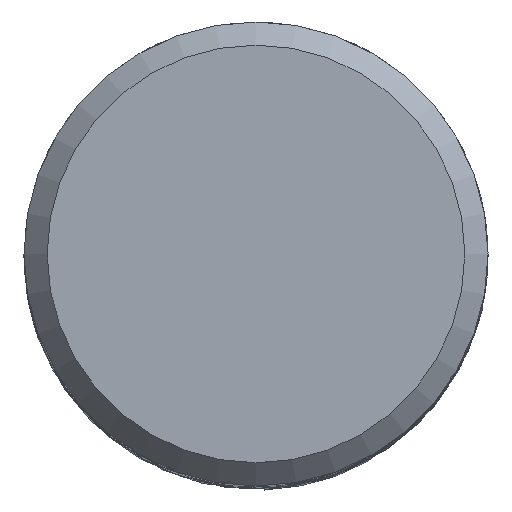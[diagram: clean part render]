
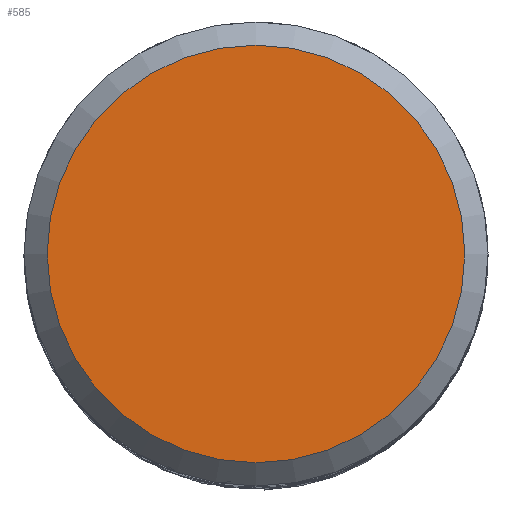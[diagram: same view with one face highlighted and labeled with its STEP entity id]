
A CAD part, top view. The second image highlights one B-rep face of the part: STEP entity #585.
In plain terms, the highlighted planar face has unit normal (0, 0, 1).
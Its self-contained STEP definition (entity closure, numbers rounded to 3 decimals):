
#545 = VERTEX_POINT('', #546);
#546 = CARTESIAN_POINT('', (-9., 0., 0.));
#552 = EDGE_CURVE('', #545, #545, #553, .T.);
#553 = CIRCLE('', #554, 9.);
#554 = AXIS2_PLACEMENT_3D('', #555, #556, #557);
#555 = CARTESIAN_POINT('', (0., 0., 0.));
#556 = DIRECTION('', (0., 0., -1.));
#557 = DIRECTION('', (-1., 0., 0.));
#585 = ADVANCED_FACE('', (#586), #589, .T.);
#586 = FACE_OUTER_BOUND('', #587, .T.);
#587 = EDGE_LOOP('', (#588));
#588 = ORIENTED_EDGE('', *, *, #552, .F.);
#589 = PLANE('', #590);
#590 = AXIS2_PLACEMENT_3D('', #591, #592, #593);
#591 = CARTESIAN_POINT('', (14.001, -14.001, 0.));
#592 = DIRECTION('', (0., 0., 1.));
#593 = DIRECTION('', (0., 1., 0.));
